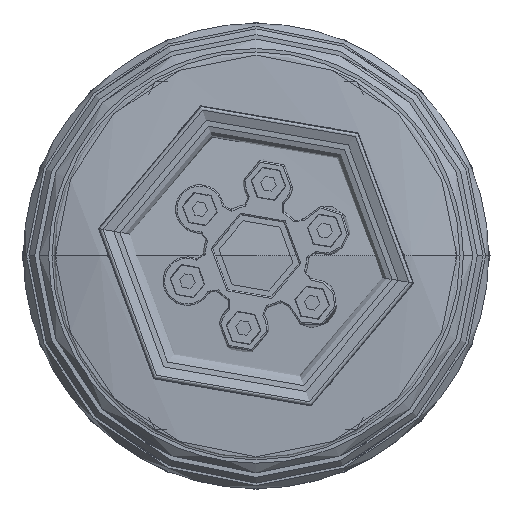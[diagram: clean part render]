
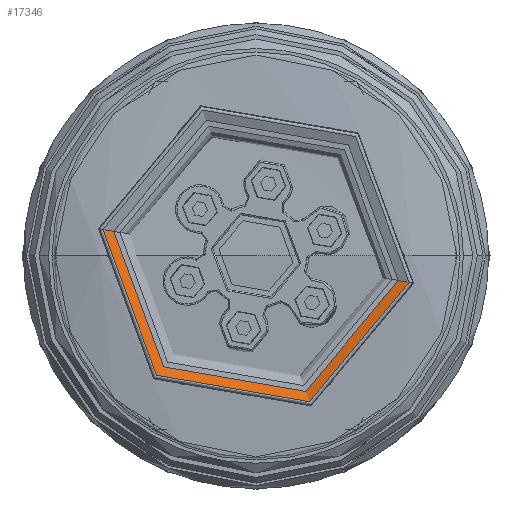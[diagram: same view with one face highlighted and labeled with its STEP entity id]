
A CAD part, top view. The second image highlights one B-rep face of the part: STEP entity #17346.
In plain terms, the highlighted conical face has half-angle 70 degrees and reference radius 47.013 mm.
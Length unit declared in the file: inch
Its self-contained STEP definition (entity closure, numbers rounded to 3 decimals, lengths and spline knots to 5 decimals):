
#93 = EDGE_CURVE ( 'NONE', #22515, #18003, #789, .T. ) ;
#286 = CONICAL_SURFACE ( 'NONE', #15163, 1.85089, 1.222 ) ;
#789 = CIRCLE ( 'NONE', #28595, 1.99184 ) ;
#1301 = FACE_OUTER_BOUND ( 'NONE', #3959, .T. ) ;
#1604 = CARTESIAN_POINT ( 'NONE',  ( 0.82734, 0., 0. ) ) ;
#3020 = EDGE_CURVE ( 'NONE', #4961, #22515, #4312, .T. ) ;
#3234 = CARTESIAN_POINT ( 'NONE',  ( 0.77604, 0., 0. ) ) ;
#3360 = CIRCLE ( 'NONE', #14376, 1.85089 ) ;
#3959 = EDGE_LOOP ( 'NONE', ( #9989, #25423, #19141, #38357 ) ) ;
#4312 = LINE ( 'NONE', #34311, #11531 ) ;
#4961 = VERTEX_POINT ( 'NONE', #9831 ) ;
#6516 = DIRECTION ( 'NONE',  ( 0.342, 0., -0.94 ) ) ;
#6899 = LINE ( 'NONE', #19258, #31321 ) ;
#9831 = CARTESIAN_POINT ( 'NONE',  ( 0.77604, 0., -1.85089 ) ) ;
#9989 = ORIENTED_EDGE ( 'NONE', *, *, #25983, .T. ) ;
#11531 = VECTOR ( 'NONE', #6516, 39.37008 ) ;
#12615 = EDGE_CURVE ( 'NONE', #35558, #18003, #6899, .T. ) ;
#14376 = AXIS2_PLACEMENT_3D ( 'NONE', #3234, #26704, #26104 ) ;
#15163 = AXIS2_PLACEMENT_3D ( 'NONE', #32103, #32496, #32887 ) ;
#17346 = ADVANCED_FACE ( 'NONE', ( #1301 ), #286, .F. ) ;
#18003 = VERTEX_POINT ( 'NONE', #30797 ) ;
#19141 = ORIENTED_EDGE ( 'NONE', *, *, #93, .F. ) ;
#19258 = CARTESIAN_POINT ( 'NONE',  ( 0.77604, 0., 1.85089 ) ) ;
#20203 = DIRECTION ( 'NONE',  ( -1., 0., 0. ) ) ;
#20483 = CARTESIAN_POINT ( 'NONE',  ( 0.77604, 0., 1.85089 ) ) ;
#22497 = DIRECTION ( 'NONE',  ( 0.342, 0., 0.94 ) ) ;
#22515 = VERTEX_POINT ( 'NONE', #33433 ) ;
#25423 = ORIENTED_EDGE ( 'NONE', *, *, #12615, .T. ) ;
#25983 = EDGE_CURVE ( 'NONE', #4961, #35558, #3360, .T. ) ;
#26104 = DIRECTION ( 'NONE',  ( 0., 0., 1. ) ) ;
#26704 = DIRECTION ( 'NONE',  ( -1., 0., 0. ) ) ;
#28595 = AXIS2_PLACEMENT_3D ( 'NONE', #1604, #20203, #29129 ) ;
#29129 = DIRECTION ( 'NONE',  ( 0., 0., 1. ) ) ;
#30797 = CARTESIAN_POINT ( 'NONE',  ( 0.82734, 0., 1.99184 ) ) ;
#31321 = VECTOR ( 'NONE', #22497, 39.37008 ) ;
#32103 = CARTESIAN_POINT ( 'NONE',  ( 0.77604, 0., 0. ) ) ;
#32496 = DIRECTION ( 'NONE',  ( 1., 0., 0. ) ) ;
#32887 = DIRECTION ( 'NONE',  ( 0., 0., -1. ) ) ;
#33433 = CARTESIAN_POINT ( 'NONE',  ( 0.82734, 0., -1.99184 ) ) ;
#34311 = CARTESIAN_POINT ( 'NONE',  ( 0.77604, 0., -1.85089 ) ) ;
#35558 = VERTEX_POINT ( 'NONE', #20483 ) ;
#38357 = ORIENTED_EDGE ( 'NONE', *, *, #3020, .F. ) ;
